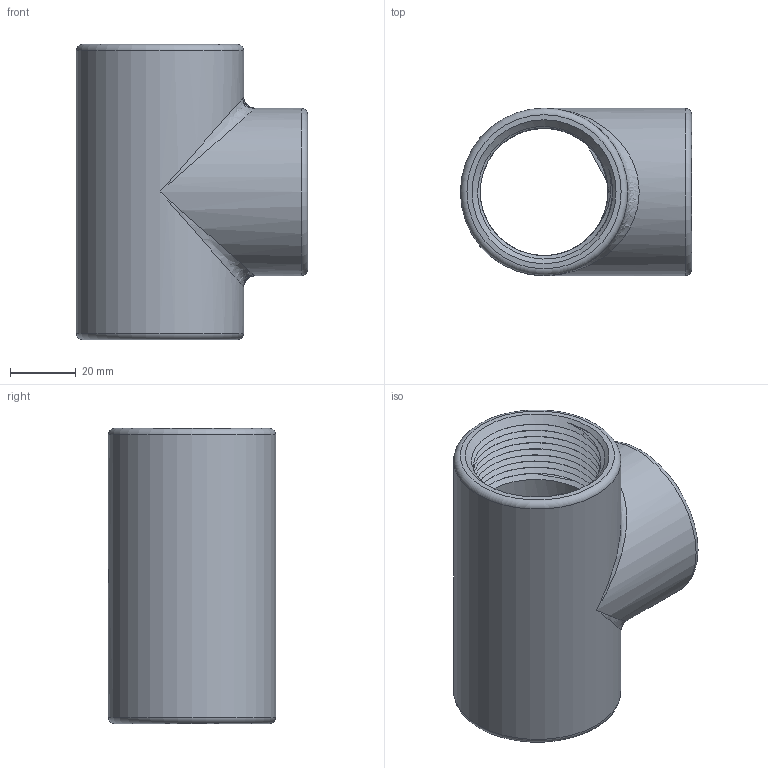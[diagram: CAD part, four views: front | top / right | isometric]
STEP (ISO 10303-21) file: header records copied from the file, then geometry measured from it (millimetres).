
FILE_DESCRIPTION(/* description */ ('Unknown'),/* implementation_level */ '2;1');
FILE_NAME(/* name */ '20200814-R-221-DN32',/* time_stamp */ '2020-08-14T17:09:47+08:00',/* author */ ('Unknown'),/* organization */ ('Unknown'),/* preprocessor_version */ 'ST-DEVELOPER v16.7',/* originating_system */ 'DEX',/* authorisation */ $);
FILE_SCHEMA (('AUTOMOTIVE_DESIGN {1 0 10303 214 3 1 1}'));
Length unit declared in the file: millimetre
Products named in the file (1): DN32md3
Bounding box: 70.5 x 51 x 90 mm (x, y, z)
Surface area: 36412.2 mm2 (no closed solid volume)
Topology: 0 solids, 1 shells, 50 faces, 207 edges, 155 vertices
Faces by surface type: cylinder 27, bspline 8, plane 7, cone 5, torus 3
Full cylindrical faces by diameter (mm): 5 x1, 38.9 x23, 51 x2
Entity records: 13069 total; most frequent: CARTESIAN_POINT 12053, ORIENTED_EDGE 330, EDGE_CURVE 165, VERTEX_POINT 153, DIRECTION 89, EDGE_LOOP 42, FACE_BOUND 42, AXIS2_PLACEMENT_3D 40
